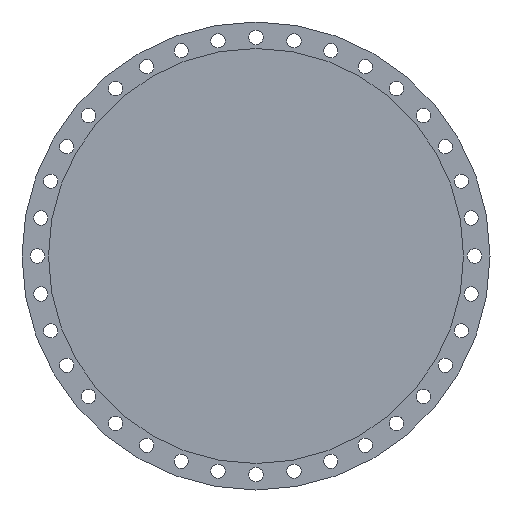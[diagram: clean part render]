
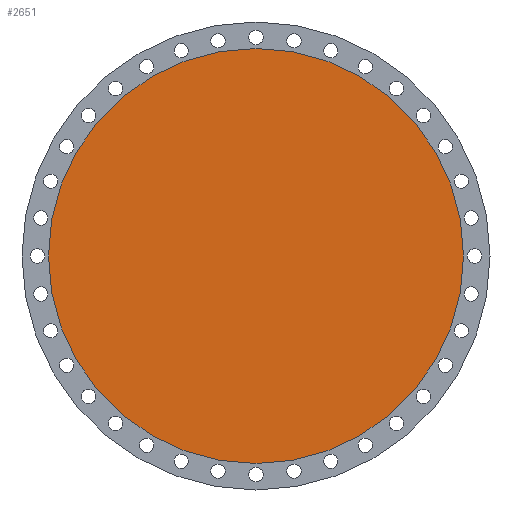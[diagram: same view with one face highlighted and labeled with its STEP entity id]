
A CAD part, left-side view. The second image highlights one B-rep face of the part: STEP entity #2651.
In plain terms, the highlighted planar face has unit normal (-1, 0, 0).
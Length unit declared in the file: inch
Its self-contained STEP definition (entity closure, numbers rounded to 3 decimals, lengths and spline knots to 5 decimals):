
#35 = AXIS2_PLACEMENT_3D ( 'NONE', #2399, #1268, #2195 ) ;
#279 = CARTESIAN_POINT ( 'NONE',  ( 0., 0., 23.5 ) ) ;
#281 = VERTEX_POINT ( 'NONE', #279 ) ;
#397 = PLANE ( 'NONE',  #2448 ) ;
#700 = DIRECTION ( 'NONE',  ( -1., 0., 0. ) ) ;
#716 = EDGE_CURVE ( 'NONE', #1387, #281, #1511, .T. ) ;
#1010 = CIRCLE ( 'NONE', #35, 23.5 ) ;
#1268 = DIRECTION ( 'NONE',  ( -1., 0., 0. ) ) ;
#1292 = CARTESIAN_POINT ( 'NONE',  ( 0., 0., 0. ) ) ;
#1387 = VERTEX_POINT ( 'NONE', #1562 ) ;
#1511 = CIRCLE ( 'NONE', #2361, 23.5 ) ;
#1562 = CARTESIAN_POINT ( 'NONE',  ( 0., 0., -23.5 ) ) ;
#1759 = FACE_OUTER_BOUND ( 'NONE', #1912, .T. ) ;
#1912 = EDGE_LOOP ( 'NONE', ( #2675, #2216 ) ) ;
#2134 = EDGE_CURVE ( 'NONE', #281, #1387, #1010, .T. ) ;
#2195 = DIRECTION ( 'NONE',  ( 0., 0., 1. ) ) ;
#2202 = DIRECTION ( 'NONE',  ( -1., 0., 0. ) ) ;
#2216 = ORIENTED_EDGE ( 'NONE', *, *, #716, .T. ) ;
#2361 = AXIS2_PLACEMENT_3D ( 'NONE', #2745, #700, #2703 ) ;
#2399 = CARTESIAN_POINT ( 'NONE',  ( 0., 0., 0. ) ) ;
#2448 = AXIS2_PLACEMENT_3D ( 'NONE', #1292, #2202, #2883 ) ;
#2651 = ADVANCED_FACE ( 'NONE', ( #1759 ), #397, .T. ) ;
#2675 = ORIENTED_EDGE ( 'NONE', *, *, #2134, .T. ) ;
#2703 = DIRECTION ( 'NONE',  ( 0., 0., 1. ) ) ;
#2745 = CARTESIAN_POINT ( 'NONE',  ( 0., 0., 0. ) ) ;
#2883 = DIRECTION ( 'NONE',  ( 0., 0., 1. ) ) ;
